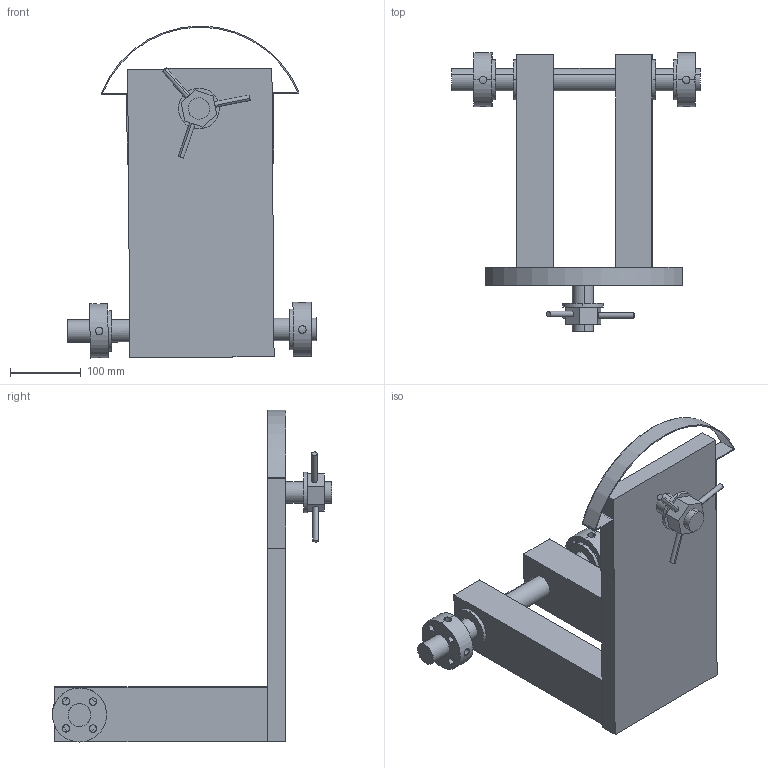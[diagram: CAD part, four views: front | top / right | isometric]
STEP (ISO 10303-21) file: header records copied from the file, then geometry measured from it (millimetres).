
FILE_DESCRIPTION (( 'STEP AP203' ), '1' );
FILE_NAME ('SwivelAssembly.STEP', '2012-07-10T23:13:50', ( '' ), ( '' ), 'SwSTEP 2.0', 'SolidWorks 2010', '' );
FILE_SCHEMA (( 'CONFIG_CONTROL_DESIGN' ));
Length unit declared in the file: millimetre
Products named in the file (11): SwivelAssembly; SwivelPlate; ShaftBlock; SupportShaft; Pin; ShortThreadedRod; LargeNut; DriveCollar; LongScrew; MeasureFlat; SupportThrustWasher
Assembly tree (18 placements, depth 2):
  SwivelAssembly
    LongScrew
    Pin  x3
    MeasureFlat
    ShortThreadedRod
    SupportThrustWasher  x5
    SupportShaft
    LargeNut
    ShaftBlock  x2
    SwivelPlate
    DriveCollar  x2
Bounding box: 350.23 x 393.1 x 467.67 mm (x, y, z)
Volume: 4907328.2 mm3; surface area: 537728.7 mm2
Topology: 18 solids, 18 shells, 163 faces, 390 edges, 260 vertices
Faces by surface type: cylinder 92, plane 71
Entity records: 4833 total; most frequent: CARTESIAN_POINT 1114, DIRECTION 512, ORIENTED_EDGE 456, EDGE_CURVE 228, AXIS2_PLACEMENT_3D 192, VERTEX_POINT 152, VECTOR 128, LINE 128
